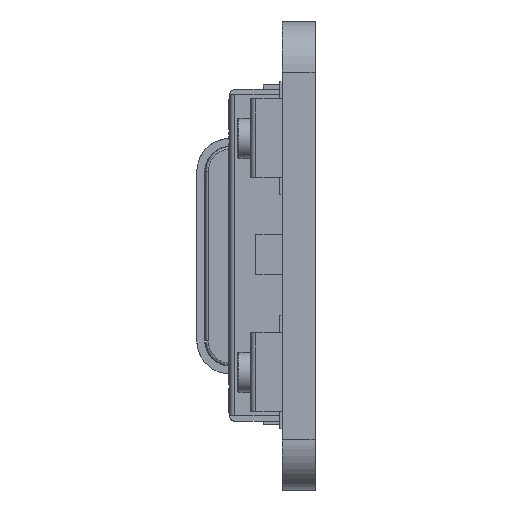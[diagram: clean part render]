
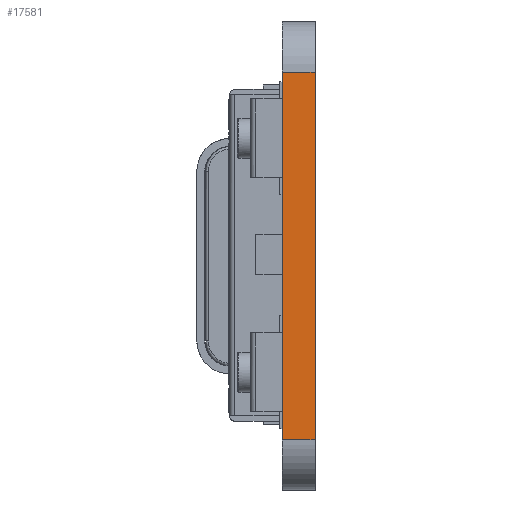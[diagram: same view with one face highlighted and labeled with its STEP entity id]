
A CAD part, left-side view. The second image highlights one B-rep face of the part: STEP entity #17581.
In plain terms, the highlighted free-form (B-spline) face has degree [1, 1] with [2, 2] control points.
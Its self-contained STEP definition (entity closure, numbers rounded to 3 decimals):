
#12889 = VERTEX_POINT('',#12890);
#12890 = CARTESIAN_POINT('',(-10.094,1.164,
    -15.242));
#12896 = EDGE_CURVE('',#12889,#12897,#12899,.T.);
#12897 = VERTEX_POINT('',#12898);
#12898 = CARTESIAN_POINT('',(-10.094,1.164,
    1.017));
#12899 = B_SPLINE_CURVE_WITH_KNOTS('',1,(#12900,#12901),.UNSPECIFIED.,
  .F.,.F.,(2,2),(0.,13.97),.PIECEWISE_BEZIER_KNOTS.);
#12900 = CARTESIAN_POINT('',(-10.094,1.164,
    -15.242));
#12901 = CARTESIAN_POINT('',(-10.094,1.164,
    1.017));
#13583 = VERTEX_POINT('',#13584);
#13584 = CARTESIAN_POINT('',(-10.094,-0.291,
    1.017));
#13590 = EDGE_CURVE('',#13591,#13583,#13593,.T.);
#13591 = VERTEX_POINT('',#13592);
#13592 = CARTESIAN_POINT('',(-10.094,-0.291,
    -15.242));
#13593 = B_SPLINE_CURVE_WITH_KNOTS('',1,(#13594,#13595),.UNSPECIFIED.,
  .F.,.F.,(2,2),(0.,13.97),.PIECEWISE_BEZIER_KNOTS.);
#13594 = CARTESIAN_POINT('',(-10.094,-0.291,
    -15.242));
#13595 = CARTESIAN_POINT('',(-10.094,-0.291,
    1.017));
#17567 = EDGE_CURVE('',#13591,#12889,#17568,.T.);
#17568 = B_SPLINE_CURVE_WITH_KNOTS('',1,(#17569,#17570),.UNSPECIFIED.,
  .F.,.F.,(2,2),(-0.25,1.),.PIECEWISE_BEZIER_KNOTS.);
#17569 = CARTESIAN_POINT('',(-10.094,-0.291,
    -15.242));
#17570 = CARTESIAN_POINT('',(-10.094,1.164,
    -15.242));
#17581 = ADVANCED_FACE('',(#17582),#17592,.T.);
#17582 = FACE_BOUND('',#17583,.T.);
#17583 = EDGE_LOOP('',(#17584,#17589,#17590,#17591));
#17584 = ORIENTED_EDGE('',*,*,#17585,.T.);
#17585 = EDGE_CURVE('',#13583,#12897,#17586,.T.);
#17586 = B_SPLINE_CURVE_WITH_KNOTS('',1,(#17587,#17588),.UNSPECIFIED.,
  .F.,.F.,(2,2),(-0.25,1.),.PIECEWISE_BEZIER_KNOTS.);
#17587 = CARTESIAN_POINT('',(-10.094,-0.291,
    1.017));
#17588 = CARTESIAN_POINT('',(-10.094,1.164,
    1.017));
#17589 = ORIENTED_EDGE('',*,*,#12896,.F.);
#17590 = ORIENTED_EDGE('',*,*,#17567,.F.);
#17591 = ORIENTED_EDGE('',*,*,#13590,.T.);
#17592 = B_SPLINE_SURFACE_WITH_KNOTS('',1,1,(
    (#17593,#17594)
    ,(#17595,#17596
    )),.UNSPECIFIED.,.F.,.F.,.F.,(2,2),(2,2),(0.,13.97),(-0.25,1.),
  .PIECEWISE_BEZIER_KNOTS.);
#17593 = CARTESIAN_POINT('',(-10.094,-0.291,
    -15.242));
#17594 = CARTESIAN_POINT('',(-10.094,1.164,
    -15.242));
#17595 = CARTESIAN_POINT('',(-10.094,-0.291,
    1.017));
#17596 = CARTESIAN_POINT('',(-10.094,1.164,
    1.017));
